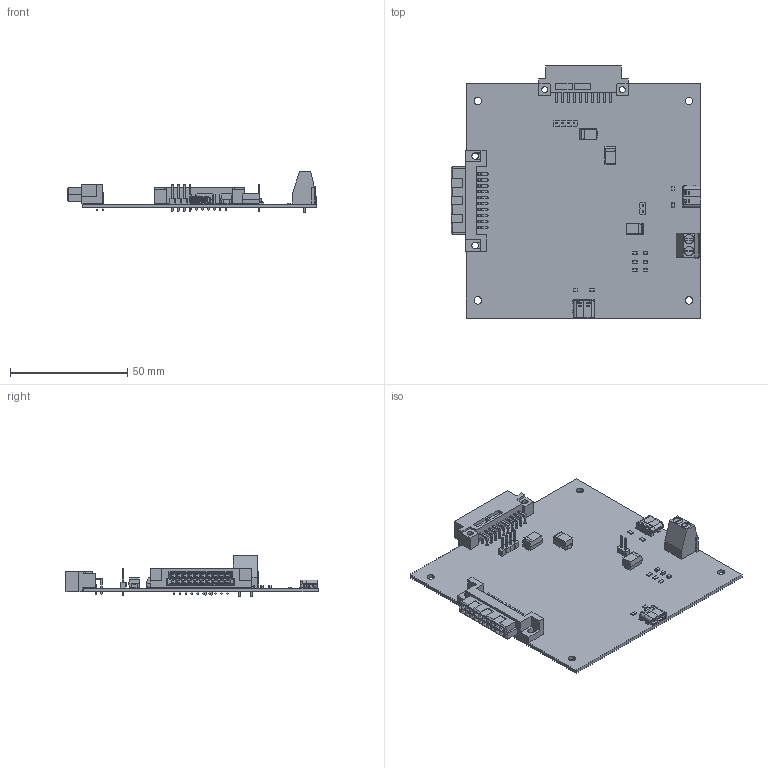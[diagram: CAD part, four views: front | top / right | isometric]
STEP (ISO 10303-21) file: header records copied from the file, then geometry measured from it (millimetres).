
FILE_DESCRIPTION(('KiCad electronic assembly'),'2;1');
FILE_NAME('device_test-3D.step','2025-07-02T20:12:22',('Pcbnew'),( 'Kicad'),'Open CASCADE STEP processor 7.6','KiCad to STEP converter' ,'Unknown');
FILE_SCHEMA(('AUTOMOTIVE_DESIGN { 1 0 10303 214 1 1 1 1 }'));
Length unit declared in the file: millimetre
Products named in the file (11): device_test-3D 1; PinHeader_1x02_P2.54mm_Vertical; USB_C_Receptacle_GCT_USB4105-xx-A_16P_TopMnt_Horizontal; PinHeader_1x04_P2.54mm_Vertical; CP_EIA-7343-43_Kemet-X; PCN10C-20S-2.54DS; LED_0805_2012Metric; R_0805_2012Metric; TerminalBlock_Phoenix_MKDS-1,5-2-5.08_1x02_P5.08mm_Horizontal; PCN10-20P-2.54DS; kibot_m0_kzjh6_PCB
Assembly tree (21 placements, depth 2):
  device_test-3D 1
    PinHeader_1x02_P2.54mm_Vertical
    USB_C_Receptacle_GCT_USB4105-xx-A_16P_TopMnt_Horizontal  x2
    PinHeader_1x04_P2.54mm_Vertical
    CP_EIA-7343-43_Kemet-X  x3
    PCN10C-20S-2.54DS
    LED_0805_2012Metric  x3
    R_0805_2012Metric  x7
    TerminalBlock_Phoenix_MKDS-1,5-2-5.08_1x02_P5.08mm_Horizontal
    PCN10-20P-2.54DS
    kibot_m0_kzjh6_PCB
Bounding box: 106.35 x 107.39 x 17.3 mm (x, y, z)
Volume: 21341.5 mm3; surface area: 29839.1 mm2
Topology: 91 solids, 91 shells, 3227 faces, 8100 edges, 5142 vertices
Faces by surface type: plane 2683, cylinder 483, bspline 35, cone 16, revolution 10
Full cylindrical faces by diameter (mm): 0.5 x4, 0.65 x4, 1 x46, 1.3 x2, 2.85 x4, 3.2 x4, 3.8 x2, 4 x2
Entity records: 66725 total; most frequent: CARTESIAN_POINT 12736, ORIENTED_EDGE 11164, DIRECTION 10602, EDGE_CURVE 5582, LINE 4936, VECTOR 4936, VERTEX_POINT 3530, AXIS2_PLACEMENT_3D 2828
